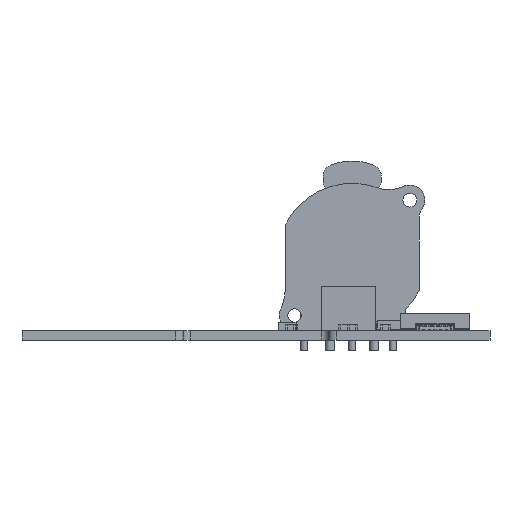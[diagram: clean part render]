
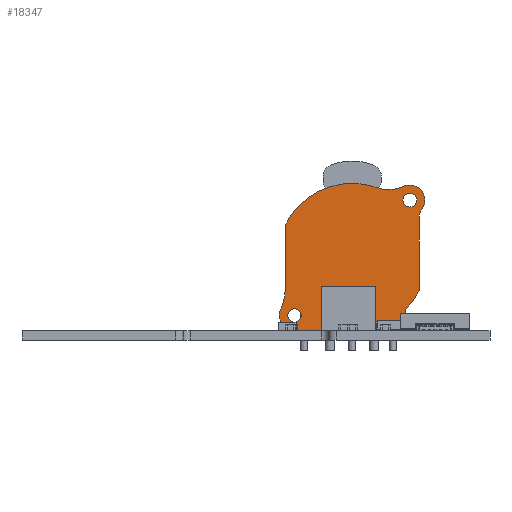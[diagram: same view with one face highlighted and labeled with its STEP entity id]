
A CAD part, front view. The second image highlights one B-rep face of the part: STEP entity #18347.
In plain terms, the highlighted face is planar.
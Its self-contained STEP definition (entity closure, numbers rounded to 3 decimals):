
#18303 = VERTEX_POINT('',#18304);
#18304 = CARTESIAN_POINT('',(11.075,9.9,19.5));
#18310 = EDGE_CURVE('',#18303,#18311,#18313,.T.);
#18311 = VERTEX_POINT('',#18312);
#18312 = CARTESIAN_POINT('',(8.725,9.9,19.5));
#18313 = CIRCLE('',#18314,1.175);
#18314 = AXIS2_PLACEMENT_3D('',#18315,#18316,#18317);
#18315 = CARTESIAN_POINT('',(9.9,9.9,19.5));
#18316 = DIRECTION('',(0.,0.,-1.));
#18317 = DIRECTION('',(1.,0.,0.));
#18335 = EDGE_CURVE('',#18311,#18303,#18336,.T.);
#18336 = CIRCLE('',#18337,1.175);
#18337 = AXIS2_PLACEMENT_3D('',#18338,#18339,#18340);
#18338 = CARTESIAN_POINT('',(9.9,9.9,19.5));
#18339 = DIRECTION('',(0.,0.,-1.));
#18340 = DIRECTION('',(-1.,0.,0.));
#18347 = ADVANCED_FACE('',(#18348,#18445,#18449),#18469,.T.);
#18348 = FACE_BOUND('',#18349,.F.);
#18349 = EDGE_LOOP('',(#18350,#18360,#18369,#18378,#18387,#18396,#18404,
    #18413,#18421,#18429,#18438));
#18350 = ORIENTED_EDGE('',*,*,#18351,.F.);
#18351 = EDGE_CURVE('',#18352,#18354,#18356,.T.);
#18352 = VERTEX_POINT('',#18353);
#18353 = CARTESIAN_POINT('',(-11.5,5.62,19.5));
#18354 = VERTEX_POINT('',#18355);
#18355 = CARTESIAN_POINT('',(-11.5,-5.406,19.5));
#18356 = LINE('',#18357,#18358);
#18357 = CARTESIAN_POINT('',(-11.5,5.62,19.5));
#18358 = VECTOR('',#18359,1.);
#18359 = DIRECTION('',(0.,-1.,0.));
#18360 = ORIENTED_EDGE('',*,*,#18361,.F.);
#18361 = EDGE_CURVE('',#18362,#18352,#18364,.T.);
#18362 = VERTEX_POINT('',#18363);
#18363 = CARTESIAN_POINT('',(4.292,12.059,19.5));
#18364 = CIRCLE('',#18365,12.8);
#18365 = AXIS2_PLACEMENT_3D('',#18366,#18367,#18368);
#18366 = CARTESIAN_POINT('',(0.,0.,19.5));
#18367 = DIRECTION('',(0.,0.,1.));
#18368 = DIRECTION('',(0.335,0.942,0.));
#18369 = ORIENTED_EDGE('',*,*,#18370,.F.);
#18370 = EDGE_CURVE('',#18371,#18362,#18373,.T.);
#18371 = VERTEX_POINT('',#18372);
#18372 = CARTESIAN_POINT('',(8.813,12.262,19.5));
#18373 = CIRCLE('',#18374,6.);
#18374 = AXIS2_PLACEMENT_3D('',#18375,#18376,#18377);
#18375 = CARTESIAN_POINT('',(6.303,17.712,19.5));
#18376 = DIRECTION('',(0.,0.,-1.));
#18377 = DIRECTION('',(0.418,-0.908,0.));
#18378 = ORIENTED_EDGE('',*,*,#18379,.F.);
#18379 = EDGE_CURVE('',#18380,#18371,#18382,.T.);
#18380 = VERTEX_POINT('',#18381);
#18381 = CARTESIAN_POINT('',(12.036,8.417,19.5));
#18382 = CIRCLE('',#18383,2.6);
#18383 = AXIS2_PLACEMENT_3D('',#18384,#18385,#18386);
#18384 = CARTESIAN_POINT('',(9.9,9.9,19.5));
#18385 = DIRECTION('',(0.,0.,1.));
#18386 = DIRECTION('',(0.821,-0.57,0.));
#18387 = ORIENTED_EDGE('',*,*,#18388,.F.);
#18388 = EDGE_CURVE('',#18389,#18380,#18391,.T.);
#18389 = VERTEX_POINT('',#18390);
#18390 = CARTESIAN_POINT('',(11.5,6.706,19.5));
#18391 = CIRCLE('',#18392,3.);
#18392 = AXIS2_PLACEMENT_3D('',#18393,#18394,#18395);
#18393 = CARTESIAN_POINT('',(14.5,6.706,19.5));
#18394 = DIRECTION('',(0.,0.,-1.));
#18395 = DIRECTION('',(-1.,0.,0.));
#18396 = ORIENTED_EDGE('',*,*,#18397,.F.);
#18397 = EDGE_CURVE('',#18398,#18389,#18400,.T.);
#18398 = VERTEX_POINT('',#18399);
#18399 = CARTESIAN_POINT('',(11.5,-5.62,19.5));
#18400 = LINE('',#18401,#18402);
#18401 = CARTESIAN_POINT('',(11.5,-5.62,19.5));
#18402 = VECTOR('',#18403,1.);
#18403 = DIRECTION('',(0.,1.,0.));
#18404 = ORIENTED_EDGE('',*,*,#18405,.F.);
#18405 = EDGE_CURVE('',#18406,#18398,#18408,.T.);
#18406 = VERTEX_POINT('',#18407);
#18407 = CARTESIAN_POINT('',(9.2,-8.899,19.5));
#18408 = CIRCLE('',#18409,12.8);
#18409 = AXIS2_PLACEMENT_3D('',#18410,#18411,#18412);
#18410 = CARTESIAN_POINT('',(0.,0.,19.5));
#18411 = DIRECTION('',(0.,0.,1.));
#18412 = DIRECTION('',(0.719,-0.695,0.));
#18413 = ORIENTED_EDGE('',*,*,#18414,.F.);
#18414 = EDGE_CURVE('',#18415,#18406,#18417,.T.);
#18415 = VERTEX_POINT('',#18416);
#18416 = CARTESIAN_POINT('',(9.2,-12.5,19.5));
#18417 = LINE('',#18418,#18419);
#18418 = CARTESIAN_POINT('',(9.2,-12.5,19.5));
#18419 = VECTOR('',#18420,1.);
#18420 = DIRECTION('',(0.,1.,0.));
#18421 = ORIENTED_EDGE('',*,*,#18422,.F.);
#18422 = EDGE_CURVE('',#18423,#18415,#18425,.T.);
#18423 = VERTEX_POINT('',#18424);
#18424 = CARTESIAN_POINT('',(-9.9,-12.5,19.5));
#18425 = LINE('',#18426,#18427);
#18426 = CARTESIAN_POINT('',(-9.9,-12.5,19.5));
#18427 = VECTOR('',#18428,1.);
#18428 = DIRECTION('',(1.,0.,0.));
#18429 = ORIENTED_EDGE('',*,*,#18430,.F.);
#18430 = EDGE_CURVE('',#18431,#18423,#18433,.T.);
#18431 = VERTEX_POINT('',#18432);
#18432 = CARTESIAN_POINT('',(-12.255,-8.798,19.5));
#18433 = CIRCLE('',#18434,2.6);
#18434 = AXIS2_PLACEMENT_3D('',#18435,#18436,#18437);
#18435 = CARTESIAN_POINT('',(-9.9,-9.9,19.5));
#18436 = DIRECTION('',(0.,0.,1.));
#18437 = DIRECTION('',(-0.906,0.424,0.));
#18438 = ORIENTED_EDGE('',*,*,#18439,.F.);
#18439 = EDGE_CURVE('',#18354,#18431,#18440,.T.);
#18440 = CIRCLE('',#18441,8.);
#18441 = AXIS2_PLACEMENT_3D('',#18442,#18443,#18444);
#18442 = CARTESIAN_POINT('',(-19.5,-5.406,19.5));
#18443 = DIRECTION('',(0.,0.,-1.));
#18444 = DIRECTION('',(1.,0.,0.));
#18445 = FACE_BOUND('',#18446,.F.);
#18446 = EDGE_LOOP('',(#18447,#18448));
#18447 = ORIENTED_EDGE('',*,*,#18310,.F.);
#18448 = ORIENTED_EDGE('',*,*,#18335,.F.);
#18449 = FACE_BOUND('',#18450,.F.);
#18450 = EDGE_LOOP('',(#18451,#18462));
#18451 = ORIENTED_EDGE('',*,*,#18452,.F.);
#18452 = EDGE_CURVE('',#18453,#18455,#18457,.T.);
#18453 = VERTEX_POINT('',#18454);
#18454 = CARTESIAN_POINT('',(-8.725,-9.9,19.5));
#18455 = VERTEX_POINT('',#18456);
#18456 = CARTESIAN_POINT('',(-11.075,-9.9,19.5));
#18457 = CIRCLE('',#18458,1.175);
#18458 = AXIS2_PLACEMENT_3D('',#18459,#18460,#18461);
#18459 = CARTESIAN_POINT('',(-9.9,-9.9,19.5));
#18460 = DIRECTION('',(0.,0.,-1.));
#18461 = DIRECTION('',(1.,0.,0.));
#18462 = ORIENTED_EDGE('',*,*,#18463,.F.);
#18463 = EDGE_CURVE('',#18455,#18453,#18464,.T.);
#18464 = CIRCLE('',#18465,1.175);
#18465 = AXIS2_PLACEMENT_3D('',#18466,#18467,#18468);
#18466 = CARTESIAN_POINT('',(-9.9,-9.9,19.5));
#18467 = DIRECTION('',(0.,0.,-1.));
#18468 = DIRECTION('',(-1.,0.,0.));
#18469 = PLANE('',#18470);
#18470 = AXIS2_PLACEMENT_3D('',#18471,#18472,#18473);
#18471 = CARTESIAN_POINT('',(0.,0.,19.5));
#18472 = DIRECTION('',(0.,0.,1.));
#18473 = DIRECTION('',(1.,0.,0.));
